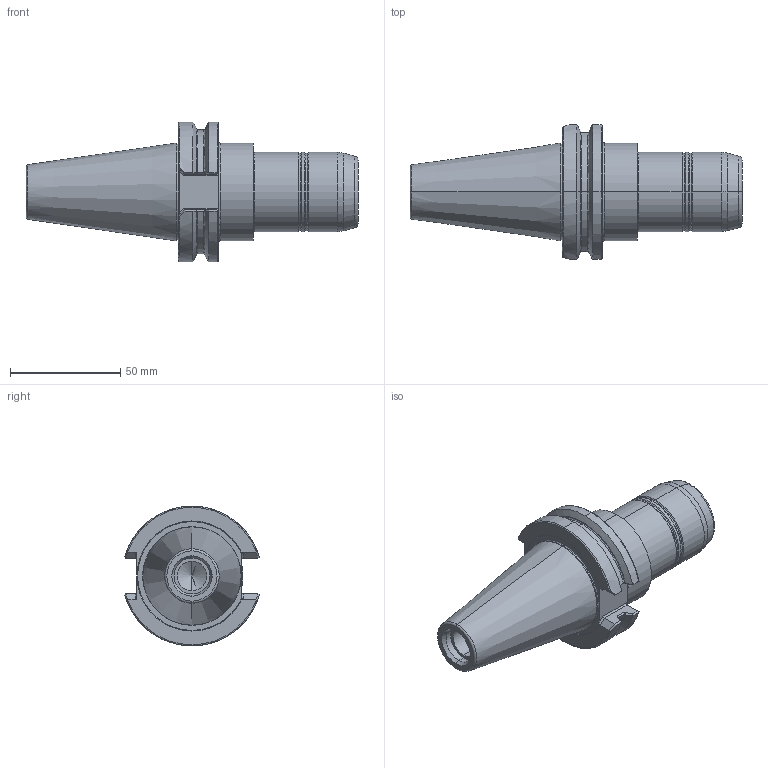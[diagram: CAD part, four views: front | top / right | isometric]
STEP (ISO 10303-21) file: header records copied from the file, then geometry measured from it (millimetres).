
FILE_DESCRIPTION (( 'STEP AP214' ), '1' );
FILE_NAME ('BCV40-MGT6-3.25.STEP', '2013-12-12T20:01:42', ( '' ), ( '' ), 'SwSTEP 2.0', 'SolidWorks 2014', '' );
FILE_SCHEMA (( 'AUTOMOTIVE_DESIGN' ));
Length unit declared in the file: millimetre
Products named in the file (1): BCV40-MGT6-3.25
Bounding box: 150.8 x 61.04 x 63.5 mm (x, y, z)
Volume: 181549.6 mm3; surface area: 26169.8 mm2
Topology: 1 solids, 1 shells, 156 faces, 383 edges, 231 vertices
Faces by surface type: cylinder 43, plane 39, cone 29, torus 25, bspline 20
Entity records: 5053 total; most frequent: CARTESIAN_POINT 1609, ORIENTED_EDGE 758, DIRECTION 653, EDGE_CURVE 379, AXIS2_PLACEMENT_3D 265, VERTEX_POINT 231, EDGE_LOOP 162, FACE_OUTER_BOUND 156
